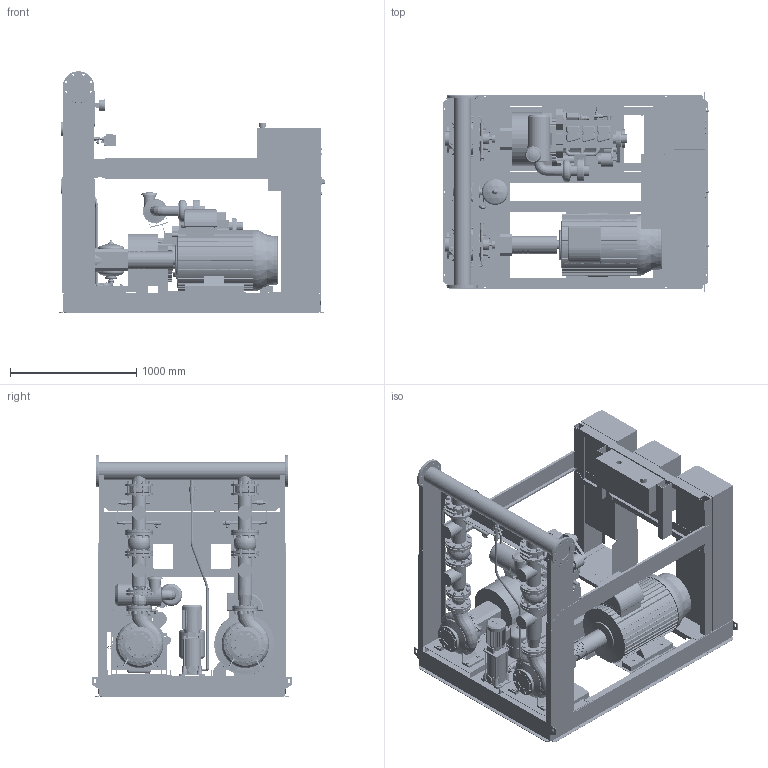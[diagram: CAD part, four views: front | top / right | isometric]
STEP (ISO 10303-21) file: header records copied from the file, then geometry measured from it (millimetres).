
FILE_DESCRIPTION((''),'2;1');
FILE_NAME('3d_Sifire-EN-80_250-235-55_66_1.1EDJ-4184037.stp','2015-05-26T08:00:31',(''),(''),'Mechanical Desktop 2009','Mechanical Desktop 2009',', , ');
FILE_SCHEMA(('CONFIG_CONTROL_DESIGN'));
Length unit declared in the file: millimetre
Products named in the file (1): Product
Bounding box: 2105.5 x 1582 x 1910 mm (x, y, z)
Volume: 748632830 mm3; surface area: 44815754.4 mm2
Topology: 354 solids, 355 shells, 8405 faces, 20203 edges, 12701 vertices
Faces by surface type: plane 2981, bspline 2458, cylinder 1736, cone 996, torus 197, sphere 37
Full cylindrical faces by diameter (mm): 277 x2
Entity records: 268078 total; most frequent: CARTESIAN_POINT 84337, ORIENTED_EDGE 40330, DIRECTION 35346, EDGE_CURVE 20165, VERTEX_POINT 12698, AXIS2_PLACEMENT_3D 12591, VECTOR 10164, LINE 10164
